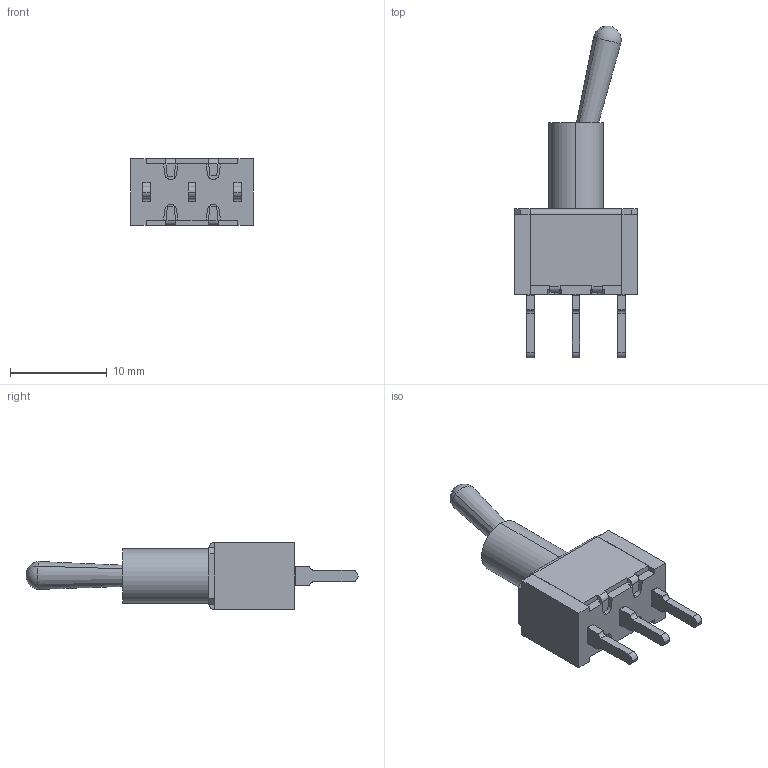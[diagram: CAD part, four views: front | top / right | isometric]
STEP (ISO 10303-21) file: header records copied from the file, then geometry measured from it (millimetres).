
FILE_DESCRIPTION (( 'STEP AP214' ), '1' );
FILE_NAME ('ToggleSwitch_MiniatureToggleSwitch.STEP', '2021-08-26T13:14:25', ( '' ), ( '' ), 'SwSTEP 2.0', 'SolidWorks 2021', '' );
FILE_SCHEMA (( 'AUTOMOTIVE_DESIGN' ));
Length unit declared in the file: millimetre
Products named in the file (5): Body_MiniatureToggleSwitch; Pin_MiniatureToggleSwitch; ToggleSwitch_MiniatureToggleSwitch; Shroud_MiniatureToggleSwitch; Toggle_MiniatureToggleSwitch
Assembly tree (6 placements, depth 2):
  ToggleSwitch_MiniatureToggleSwitch
    Body_MiniatureToggleSwitch
    Shroud_MiniatureToggleSwitch
    Pin_MiniatureToggleSwitch  x3
    Toggle_MiniatureToggleSwitch
Bounding box: 12.7 x 34.31 x 6.9 mm (x, y, z)
Volume: 1003.7 mm3; surface area: 1513.3 mm2
Topology: 6 solids, 6 shells, 151 faces, 401 edges, 261 vertices
Faces by surface type: plane 109, cylinder 34, sphere 6, cone 2
Entity records: 4087 total; most frequent: CARTESIAN_POINT 736, ORIENTED_EDGE 666, DIRECTION 639, EDGE_CURVE 333, VECTOR 271, LINE 271, VERTEX_POINT 217, AXIS2_PLACEMENT_3D 184
